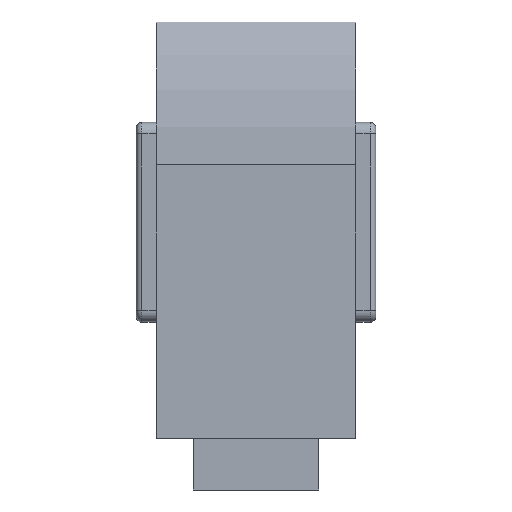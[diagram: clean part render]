
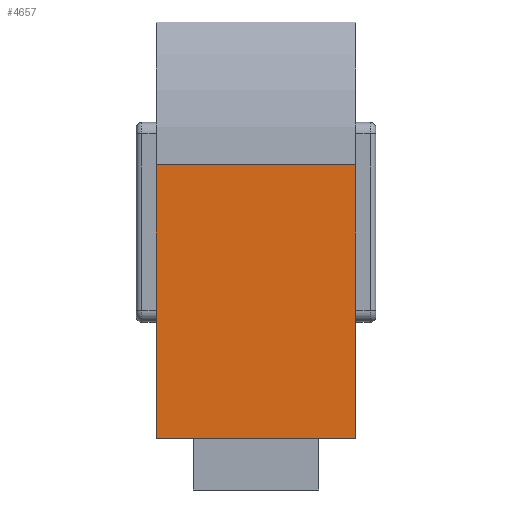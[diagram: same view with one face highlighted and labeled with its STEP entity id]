
A CAD part, front view. The second image highlights one B-rep face of the part: STEP entity #4657.
In plain terms, the highlighted planar face has unit normal (0, -1, 0).
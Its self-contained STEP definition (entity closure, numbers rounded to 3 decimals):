
#1097 = ORIENTED_EDGE ( 'NONE', *, *, #3626, .F. ) ;
#1602 = CARTESIAN_POINT ( 'NONE',  ( -8.75, 0., 23.998 ) ) ;
#1641 = VERTEX_POINT ( 'NONE', #10181 ) ;
#1657 = DIRECTION ( 'NONE',  ( 0., 0., -1. ) ) ;
#1679 = CARTESIAN_POINT ( 'NONE',  ( 8.75, 0., 23.998 ) ) ;
#2163 = CARTESIAN_POINT ( 'NONE',  ( 8.75, 0., 23.998 ) ) ;
#2991 = DIRECTION ( 'NONE',  ( 0., 0., 1. ) ) ;
#3174 = CARTESIAN_POINT ( 'NONE',  ( 8.75, 0., 23.998 ) ) ;
#3491 = EDGE_CURVE ( 'NONE', #9734, #10095, #4931, .T. ) ;
#3554 = VERTEX_POINT ( 'NONE', #1602 ) ;
#3626 = EDGE_CURVE ( 'NONE', #10095, #1641, #8414, .T. ) ;
#4231 = ORIENTED_EDGE ( 'NONE', *, *, #9732, .T. ) ;
#4657 = ADVANCED_FACE ( 'NONE', ( #6904 ), #7069, .F. ) ;
#4931 = LINE ( 'NONE', #3174, #5952 ) ;
#4981 = EDGE_LOOP ( 'NONE', ( #9541, #1097, #8138, #4231 ) ) ;
#5323 = VECTOR ( 'NONE', #1657, 1000. ) ;
#5623 = DIRECTION ( 'NONE',  ( 0., 0., -1. ) ) ;
#5661 = DIRECTION ( 'NONE',  ( -1., 0., 0. ) ) ;
#5780 = CARTESIAN_POINT ( 'NONE',  ( 8.75, 0., 23.998 ) ) ;
#5952 = VECTOR ( 'NONE', #5623, 1000. ) ;
#6367 = EDGE_CURVE ( 'NONE', #3554, #1641, #6993, .T. ) ;
#6420 = DIRECTION ( 'NONE',  ( -1., 0., 0. ) ) ;
#6904 = FACE_OUTER_BOUND ( 'NONE', #4981, .T. ) ;
#6993 = LINE ( 'NONE', #8856, #5323 ) ;
#7069 = PLANE ( 'NONE',  #9709 ) ;
#7638 = VECTOR ( 'NONE', #6420, 1000. ) ;
#7904 = DIRECTION ( 'NONE',  ( 0., 1., 0. ) ) ;
#8011 = CARTESIAN_POINT ( 'NONE',  ( 8.75, 0., 0. ) ) ;
#8052 = CARTESIAN_POINT ( 'NONE',  ( 8.75, 0., 0. ) ) ;
#8138 = ORIENTED_EDGE ( 'NONE', *, *, #3491, .F. ) ;
#8414 = LINE ( 'NONE', #8052, #7638 ) ;
#8856 = CARTESIAN_POINT ( 'NONE',  ( -8.75, 0., 23.998 ) ) ;
#9115 = VECTOR ( 'NONE', #5661, 1000. ) ;
#9541 = ORIENTED_EDGE ( 'NONE', *, *, #6367, .T. ) ;
#9606 = LINE ( 'NONE', #5780, #9115 ) ;
#9709 = AXIS2_PLACEMENT_3D ( 'NONE', #2163, #7904, #2991 ) ;
#9732 = EDGE_CURVE ( 'NONE', #9734, #3554, #9606, .T. ) ;
#9734 = VERTEX_POINT ( 'NONE', #1679 ) ;
#10095 = VERTEX_POINT ( 'NONE', #8011 ) ;
#10181 = CARTESIAN_POINT ( 'NONE',  ( -8.75, 0., 0. ) ) ;
